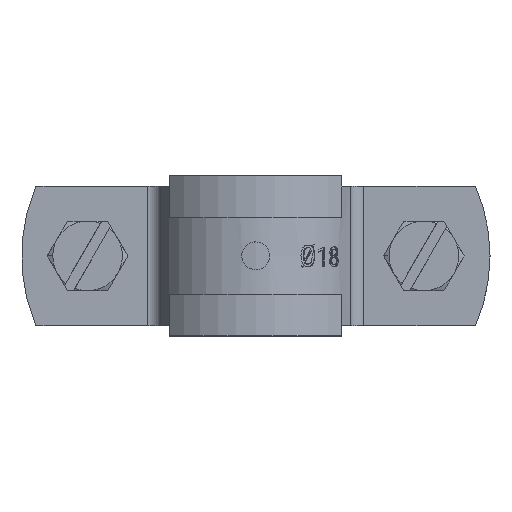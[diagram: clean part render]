
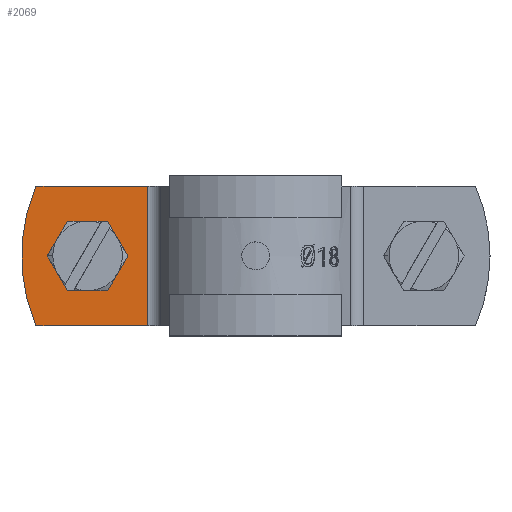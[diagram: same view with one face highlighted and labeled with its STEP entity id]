
A CAD part, top view. The second image highlights one B-rep face of the part: STEP entity #2069.
In plain terms, the highlighted planar face has unit normal (0, 0, 1).
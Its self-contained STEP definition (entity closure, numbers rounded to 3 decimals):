
#33 = VERTEX_POINT ( 'NONE', #2370 ) ;
#345 = DIRECTION ( 'NONE',  ( -1., 0., 0. ) ) ;
#388 = DIRECTION ( 'NONE',  ( 0., 0., -1. ) ) ;
#392 = ORIENTED_EDGE ( 'NONE', *, *, #7874, .F. ) ;
#688 = CIRCLE ( 'NONE', #14117, 25. ) ;
#994 = CARTESIAN_POINT ( 'NONE',  ( -24.149, 0., 5. ) ) ;
#1075 = VECTOR ( 'NONE', #11327, 1000. ) ;
#1170 = DIRECTION ( 'NONE',  ( 1., 0., 0. ) ) ;
#1410 = VECTOR ( 'NONE', #1170, 1000. ) ;
#1485 = EDGE_CURVE ( 'NONE', #9912, #5541, #688, .T. ) ;
#1536 = LINE ( 'NONE', #16981, #1075 ) ;
#1586 = DIRECTION ( 'NONE',  ( 0., 0., -1. ) ) ;
#1738 = DIRECTION ( 'NONE',  ( 0., 0., 1. ) ) ;
#1851 = CARTESIAN_POINT ( 'NONE',  ( -24.149, 0., 5. ) ) ;
#2069 = ADVANCED_FACE ( 'NONE', ( #9922, #17950 ), #4415, .F. ) ;
#2370 = CARTESIAN_POINT ( 'NONE',  ( -21.321, -3.5, 5. ) ) ;
#2854 = VECTOR ( 'NONE', #12963, 1000. ) ;
#3205 = LINE ( 'NONE', #7589, #13691 ) ;
#3658 = VERTEX_POINT ( 'NONE', #13758 ) ;
#3816 = DIRECTION ( 'NONE',  ( 0., 0., 1. ) ) ;
#3889 = ORIENTED_EDGE ( 'NONE', *, *, #8529, .F. ) ;
#4310 = ORIENTED_EDGE ( 'NONE', *, *, #8316, .T. ) ;
#4386 = CARTESIAN_POINT ( 'NONE',  ( -8.649, 0., 5. ) ) ;
#4406 = DIRECTION ( 'NONE',  ( 1., 0., 0. ) ) ;
#4415 = PLANE ( 'NONE',  #12954 ) ;
#4517 = LINE ( 'NONE', #15498, #11931 ) ;
#4621 = CARTESIAN_POINT ( 'NONE',  ( -26.978, 3.5, 5. ) ) ;
#4689 = CARTESIAN_POINT ( 'NONE',  ( -21.321, 3.5, 5. ) ) ;
#4878 = AXIS2_PLACEMENT_3D ( 'NONE', #1851, #8987, #4406 ) ;
#4912 = ORIENTED_EDGE ( 'NONE', *, *, #8841, .F. ) ;
#5174 = LINE ( 'NONE', #10773, #1410 ) ;
#5323 = EDGE_CURVE ( 'NONE', #5541, #12508, #1536, .T. ) ;
#5541 = VERTEX_POINT ( 'NONE', #14773 ) ;
#5945 = DIRECTION ( 'NONE',  ( 1., 0., 0. ) ) ;
#6000 = CARTESIAN_POINT ( 'NONE',  ( -33.649, -10., 5. ) ) ;
#6270 = VERTEX_POINT ( 'NONE', #4689 ) ;
#6300 = VERTEX_POINT ( 'NONE', #4621 ) ;
#6364 = CARTESIAN_POINT ( 'NONE',  ( -15.492, 10., 5. ) ) ;
#6507 = VERTEX_POINT ( 'NONE', #16052 ) ;
#7164 = DIRECTION ( 'NONE',  ( -1., 0., 0. ) ) ;
#7241 = AXIS2_PLACEMENT_3D ( 'NONE', #994, #3816, #9409 ) ;
#7494 = DIRECTION ( 'NONE',  ( 0., -1., 0. ) ) ;
#7589 = CARTESIAN_POINT ( 'NONE',  ( -15.492, 10., 5. ) ) ;
#7643 = ORIENTED_EDGE ( 'NONE', *, *, #1485, .F. ) ;
#7874 = EDGE_CURVE ( 'NONE', #6300, #6507, #12779, .T. ) ;
#8316 = EDGE_CURVE ( 'NONE', #9912, #3658, #14347, .T. ) ;
#8529 = EDGE_CURVE ( 'NONE', #6507, #33, #5174, .T. ) ;
#8553 = EDGE_CURVE ( 'NONE', #6270, #6300, #4517, .T. ) ;
#8778 = CARTESIAN_POINT ( 'NONE',  ( -31.562, -10., 5. ) ) ;
#8841 = EDGE_CURVE ( 'NONE', #12508, #3658, #3205, .T. ) ;
#8987 = DIRECTION ( 'NONE',  ( 0., 0., 1. ) ) ;
#9054 = CARTESIAN_POINT ( 'NONE',  ( -24.149, 0., 5. ) ) ;
#9409 = DIRECTION ( 'NONE',  ( 1., 0., 0. ) ) ;
#9912 = VERTEX_POINT ( 'NONE', #8778 ) ;
#9922 = FACE_BOUND ( 'NONE', #13222, .T. ) ;
#10765 = CIRCLE ( 'NONE', #7241, 4.5 ) ;
#10773 = CARTESIAN_POINT ( 'NONE',  ( -21.321, -3.5, 5. ) ) ;
#11327 = DIRECTION ( 'NONE',  ( 1., 0., 0. ) ) ;
#11359 = CARTESIAN_POINT ( 'NONE',  ( -19.649, 0., 5. ) ) ;
#11546 = EDGE_CURVE ( 'NONE', #33, #15326, #10765, .T. ) ;
#11768 = ORIENTED_EDGE ( 'NONE', *, *, #16917, .F. ) ;
#11931 = VECTOR ( 'NONE', #345, 1000. ) ;
#12164 = AXIS2_PLACEMENT_3D ( 'NONE', #9054, #1738, #12808 ) ;
#12353 = ORIENTED_EDGE ( 'NONE', *, *, #8553, .F. ) ;
#12508 = VERTEX_POINT ( 'NONE', #6364 ) ;
#12779 = CIRCLE ( 'NONE', #4878, 4.5 ) ;
#12808 = DIRECTION ( 'NONE',  ( 1., 0., 0. ) ) ;
#12954 = AXIS2_PLACEMENT_3D ( 'NONE', #15484, #1586, #7164 ) ;
#12963 = DIRECTION ( 'NONE',  ( 1., 0., 0. ) ) ;
#13222 = EDGE_LOOP ( 'NONE', ( #12353, #11768, #15600, #3889, #392 ) ) ;
#13691 = VECTOR ( 'NONE', #7494, 1000. ) ;
#13758 = CARTESIAN_POINT ( 'NONE',  ( -15.492, -10., 5. ) ) ;
#14117 = AXIS2_PLACEMENT_3D ( 'NONE', #4386, #388, #5945 ) ;
#14198 = CIRCLE ( 'NONE', #12164, 4.5 ) ;
#14347 = LINE ( 'NONE', #6000, #2854 ) ;
#14773 = CARTESIAN_POINT ( 'NONE',  ( -31.562, 10., 5. ) ) ;
#14898 = ORIENTED_EDGE ( 'NONE', *, *, #5323, .F. ) ;
#15326 = VERTEX_POINT ( 'NONE', #11359 ) ;
#15484 = CARTESIAN_POINT ( 'NONE',  ( -33.649, 10., 5. ) ) ;
#15498 = CARTESIAN_POINT ( 'NONE',  ( -26.978, 3.5, 5. ) ) ;
#15600 = ORIENTED_EDGE ( 'NONE', *, *, #11546, .F. ) ;
#16052 = CARTESIAN_POINT ( 'NONE',  ( -26.978, -3.5, 5. ) ) ;
#16903 = EDGE_LOOP ( 'NONE', ( #14898, #7643, #4310, #4912 ) ) ;
#16917 = EDGE_CURVE ( 'NONE', #15326, #6270, #14198, .T. ) ;
#16981 = CARTESIAN_POINT ( 'NONE',  ( -33.649, 10., 5. ) ) ;
#17950 = FACE_OUTER_BOUND ( 'NONE', #16903, .T. ) ;
